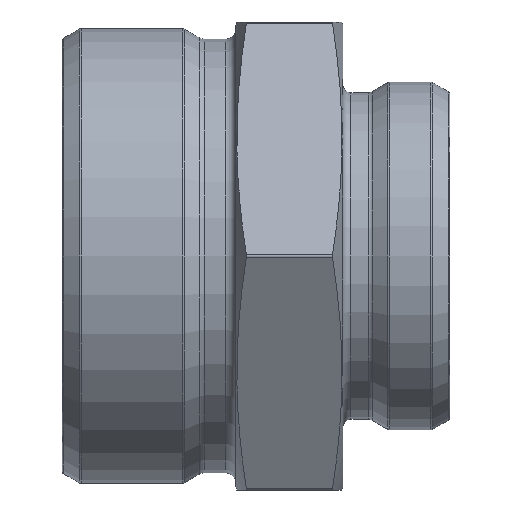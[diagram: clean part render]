
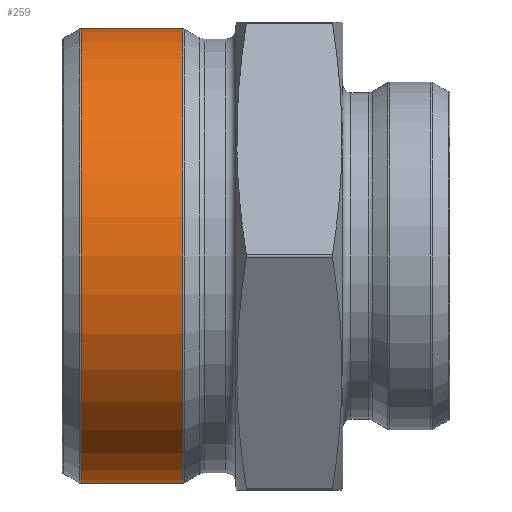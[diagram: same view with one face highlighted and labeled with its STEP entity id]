
A CAD part, front view. The second image highlights one B-rep face of the part: STEP entity #259.
In plain terms, the highlighted cylindrical face has radius 34 mm (diameter 68 mm), a full revolution.
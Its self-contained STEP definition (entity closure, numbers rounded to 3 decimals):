
#131=FACE_BOUND('',#339,.T.);
#132=FACE_BOUND('',#340,.T.);
#199=CIRCLE('',#750,34.);
#200=CIRCLE('',#751,34.);
#259=ADVANCED_FACE('',(#131,#132),#297,.T.);
#297=CYLINDRICAL_SURFACE('',#752,34.);
#339=EDGE_LOOP('',(#496));
#340=EDGE_LOOP('',(#497));
#496=ORIENTED_EDGE('',*,*,#671,.T.);
#497=ORIENTED_EDGE('',*,*,#672,.T.);
#599=VERTEX_POINT('',#1283);
#600=VERTEX_POINT('',#1285);
#671=EDGE_CURVE('',#599,#599,#199,.T.);
#672=EDGE_CURVE('',#600,#600,#200,.T.);
#750=AXIS2_PLACEMENT_3D('',#1282,#873,#874);
#751=AXIS2_PLACEMENT_3D('',#1284,#875,#876);
#752=AXIS2_PLACEMENT_3D('',#1286,#877,#878);
#873=DIRECTION('',(-1.,0.,0.));
#874=DIRECTION('',(0.,0.,1.));
#875=DIRECTION('',(1.,0.,0.));
#876=DIRECTION('',(0.,0.,1.));
#877=DIRECTION('',(-1.,0.,0.));
#878=DIRECTION('',(0.,0.,1.));
#1282=CARTESIAN_POINT('',(18.031,0.,0.));
#1283=CARTESIAN_POINT('',(18.031,0.,34.));
#1284=CARTESIAN_POINT('',(2.834,0.,0.));
#1285=CARTESIAN_POINT('',(2.834,0.,34.));
#1286=CARTESIAN_POINT('',(0.,0.,0.));
